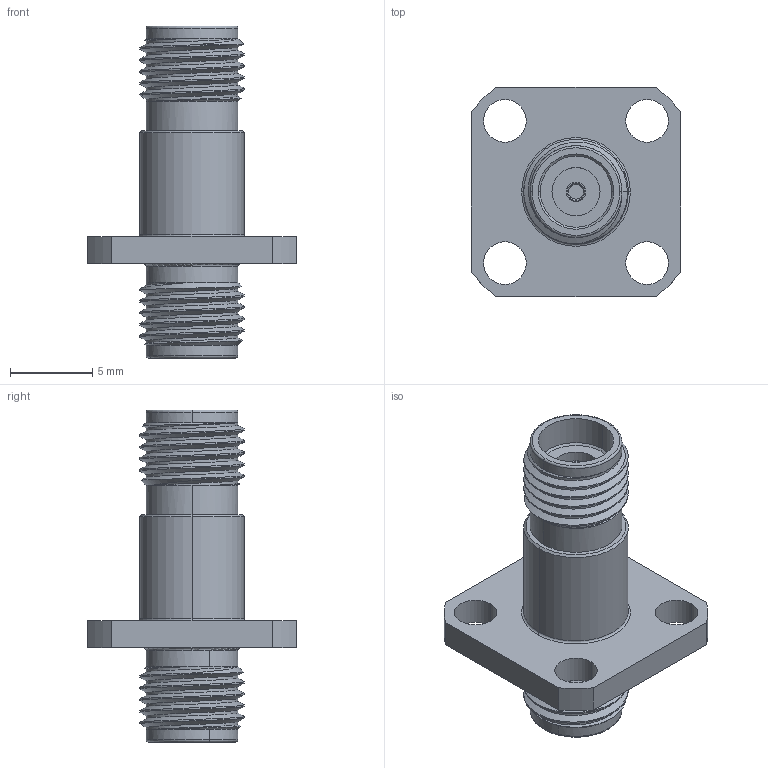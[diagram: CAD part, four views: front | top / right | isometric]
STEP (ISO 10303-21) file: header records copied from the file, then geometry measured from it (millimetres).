
FILE_DESCRIPTION (( 'STEP AP203' ), '1' );
FILE_NAME ('PE9648.step', '2019-05-13T20:57:01', ( '' ), ( '' ), 'SwSTEP 2.0', 'SolidWorks 2018', '' );
FILE_SCHEMA (( 'CONFIG_CONTROL_DESIGN' ));
Length unit declared in the file: inch
Products named in the file (1): PE9648
Bounding box: 12.7 x 12.7 x 20.17 mm (x, y, z)
Volume: 654.3 mm3; surface area: 961.5 mm2
Topology: 1 solids, 1 shells, 127 faces, 320 edges, 204 vertices
Faces by surface type: cylinder 58, plane 31, cone 24, torus 8, bspline 6
Entity records: 6043 total; most frequent: CARTESIAN_POINT 3024, ORIENTED_EDGE 640, DIRECTION 600, EDGE_CURVE 320, AXIS2_PLACEMENT_3D 242, VERTEX_POINT 204, EDGE_LOOP 144, ADVANCED_FACE 127
